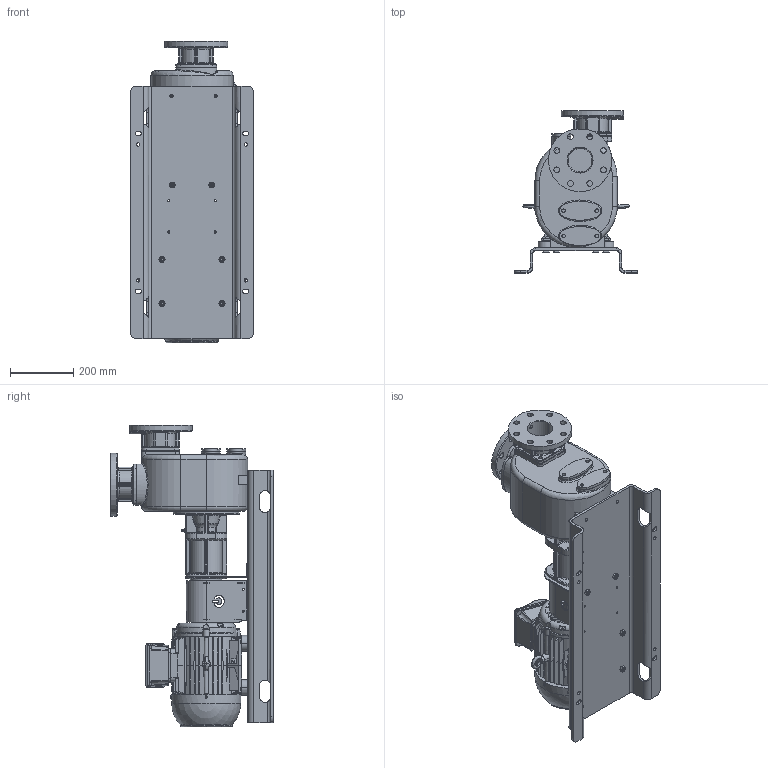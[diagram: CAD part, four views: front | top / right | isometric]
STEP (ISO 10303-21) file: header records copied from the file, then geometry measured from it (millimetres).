
FILE_DESCRIPTION((''),'2;1');
FILE_NAME('S_80_B_FIT','2017-11-08T17:02:48',('Nicola'),(''),'CREO PARAMETRIC BY PTC INC, 2017110','CREO PARAMETRIC BY PTC INC, 2017110','');
FILE_SCHEMA(('CONFIG_CONTROL_DESIGN'));
Products named in the file (1): S_80_B_FIT
Bounding box: 390 x 514 x 954.6 mm (x, y, z)
Volume: 33432371.1 mm3; surface area: 2369455.1 mm2
Topology: 3 solids, 3 shells, 3618 faces, 9275 edges, 5852 vertices
Faces by surface type: plane 2108, cylinder 744, cone 352, torus 200, bspline 174, sphere 32, extrusion 8
Entity records: 150746 total; most frequent: CARTESIAN_POINT 64470, ORIENTED_EDGE 18538, DIRECTION 16925, EDGE_CURVE 9269, VERTEX_POINT 5852, AXIS2_PLACEMENT_3D 5764, VECTOR 5397, LINE 5389
